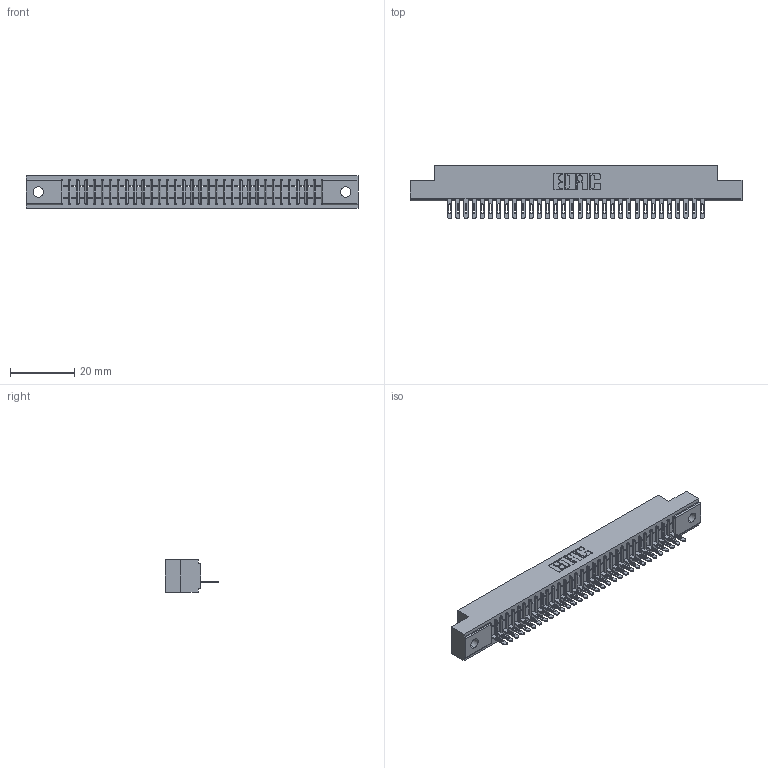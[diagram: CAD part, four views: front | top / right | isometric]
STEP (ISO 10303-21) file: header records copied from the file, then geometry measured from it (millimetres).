
FILE_DESCRIPTION (( 'STEP AP203' ), '1' );
FILE_NAME ('341-032-500-102.STEP', '2018-08-06T20:38:24', ( '' ), ( '' ), 'SwSTEP 2.0', 'SolidWorks 2016', '' );
FILE_SCHEMA (( 'CONFIG_CONTROL_DESIGN' ));
Length unit declared in the file: inch
Products named in the file (3): 341 Part_.128 (3.25) Dia Mounting Holes; 341-292-001_341-292-100; 341-032-500-102
Assembly tree (33 placements, depth 2):
  341-032-500-102
    341 Part_.128 (3.25) Dia Mounting Holes
    341-292-001_341-292-100  x32
Bounding box: 103.5 x 16.69 x 10.16 mm (x, y, z)
Volume: 7406.7 mm3; surface area: 11254.6 mm2
Topology: 33 solids, 33 shells, 2740 faces, 7900 edges, 5070 vertices
Faces by surface type: plane 1636, cylinder 976, sphere 66, torus 62
Entity records: 39045 total; most frequent: CARTESIAN_POINT 6628, ORIENTED_EDGE 6616, DIRECTION 6410, EDGE_CURVE 3308, VECTOR 2658, LINE 2658, VERTEX_POINT 2094, AXIS2_PLACEMENT_3D 1876
